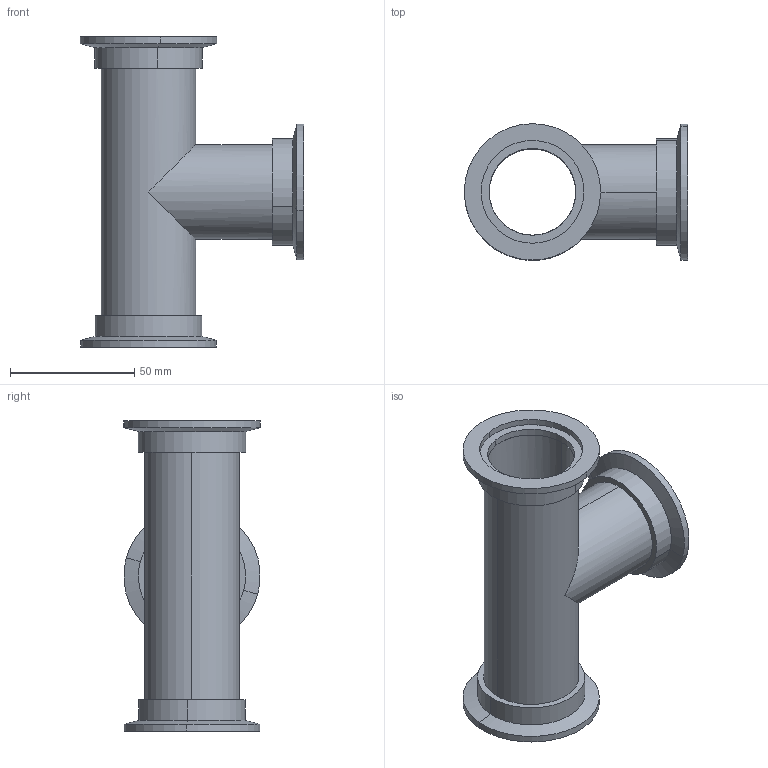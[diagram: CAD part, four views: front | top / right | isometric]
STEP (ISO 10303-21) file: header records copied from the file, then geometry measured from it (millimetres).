
FILE_DESCRIPTION (( 'STEP AP214' ), '1' );
FILE_NAME ('724002.STEP', '2023-12-28T16:17:22', ( '' ), ( '' ), 'SwSTEP 2.0', 'SolidWorks 2022', '' );
FILE_SCHEMA (( 'AUTOMOTIVE_DESIGN' ));
Length unit declared in the file: inch
Products named in the file (3): 404502; 724002; 713003-99
Assembly tree (4 placements, depth 2):
  724002
    404502
    713003-99  x3
Bounding box: 89.89 x 54.86 x 124.92 mm (x, y, z)
Volume: 49414.9 mm3; surface area: 52446.4 mm2
Topology: 4 solids, 4 shells, 59 faces, 126 edges, 80 vertices
Faces by surface type: cylinder 38, plane 15, cone 6
Entity records: 928 total; most frequent: CARTESIAN_POINT 160, DIRECTION 154, ORIENTED_EDGE 124, AXIS2_PLACEMENT_3D 66, EDGE_CURVE 62, VERTEX_POINT 40, EDGE_LOOP 34, CIRCLE 32
